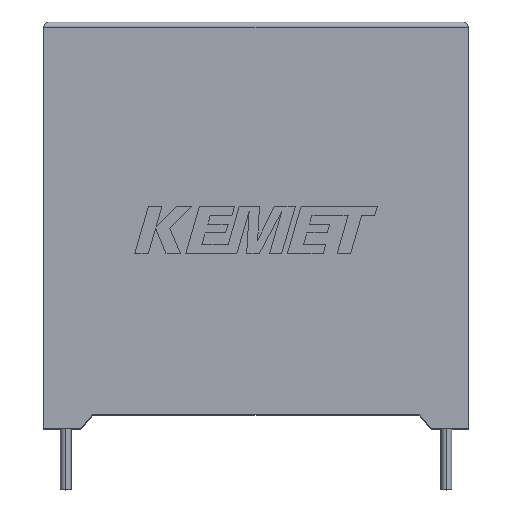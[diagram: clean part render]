
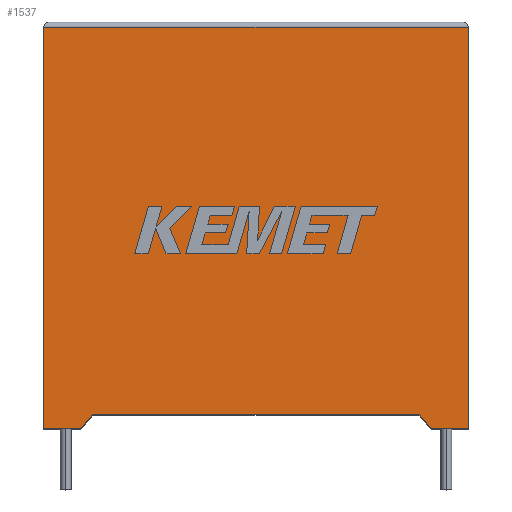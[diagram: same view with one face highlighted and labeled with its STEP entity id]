
A CAD part, top view. The second image highlights one B-rep face of the part: STEP entity #1537.
In plain terms, the highlighted planar face has unit normal (0, 0, 1).
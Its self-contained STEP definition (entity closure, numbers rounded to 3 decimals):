
#19 = ORIENTED_EDGE ( 'NONE', *, *, #829, .F. ) ;
#38 = LINE ( 'NONE', #1663, #1509 ) ;
#93 = LINE ( 'NONE', #2225, #2188 ) ;
#107 = DIRECTION ( 'NONE',  ( -1., 0., 0. ) ) ;
#125 = VECTOR ( 'NONE', #2753, 1000. ) ;
#162 = AXIS2_PLACEMENT_3D ( 'NONE', #1104, #2962, #1357 ) ;
#201 = PLANE ( 'NONE',  #162 ) ;
#298 = DIRECTION ( 'NONE',  ( -1., 0., 0. ) ) ;
#426 = EDGE_CURVE ( 'NONE', #2169, #1626, #1231, .T. ) ;
#447 = LINE ( 'NONE', #718, #572 ) ;
#455 = CARTESIAN_POINT ( 'NONE',  ( 0., 0., 20.3 ) ) ;
#492 = CARTESIAN_POINT ( 'NONE',  ( 0., 39.6, 20.3 ) ) ;
#549 = DIRECTION ( 'NONE',  ( 0., 1., 0. ) ) ;
#572 = VECTOR ( 'NONE', #3032, 1000. ) ;
#579 = ORIENTED_EDGE ( 'NONE', *, *, #426, .T. ) ;
#708 = FACE_OUTER_BOUND ( 'NONE', #2733, .T. ) ;
#718 = CARTESIAN_POINT ( 'NONE',  ( 3.65, 0., 20.3 ) ) ;
#724 = ORIENTED_EDGE ( 'NONE', *, *, #2392, .T. ) ;
#730 = VECTOR ( 'NONE', #755, 1000. ) ;
#755 = DIRECTION ( 'NONE',  ( 1., 0., 0. ) ) ;
#761 = VERTEX_POINT ( 'NONE', #2305 ) ;
#829 = EDGE_CURVE ( 'NONE', #2169, #2942, #93, .T. ) ;
#884 = VERTEX_POINT ( 'NONE', #2389 ) ;
#945 = EDGE_CURVE ( 'NONE', #1976, #884, #3018, .T. ) ;
#1104 = CARTESIAN_POINT ( 'NONE',  ( 0., 0., 20.3 ) ) ;
#1172 = DIRECTION ( 'NONE',  ( 1., 0., 0. ) ) ;
#1231 = LINE ( 'NONE', #2204, #1350 ) ;
#1235 = CARTESIAN_POINT ( 'NONE',  ( 38.15, 0., 20.3 ) ) ;
#1283 = ORIENTED_EDGE ( 'NONE', *, *, #2848, .T. ) ;
#1350 = VECTOR ( 'NONE', #2176, 1000. ) ;
#1357 = DIRECTION ( 'NONE',  ( -1., 0., 0. ) ) ;
#1480 = LINE ( 'NONE', #2200, #2973 ) ;
#1509 = VECTOR ( 'NONE', #298, 1000. ) ;
#1537 = ADVANCED_FACE ( 'NONE', ( #708 ), #201, .F. ) ;
#1581 = CARTESIAN_POINT ( 'NONE',  ( 4.811, 1.383, 20.3 ) ) ;
#1626 = VERTEX_POINT ( 'NONE', #1235 ) ;
#1656 = CARTESIAN_POINT ( 'NONE',  ( 0., 0., 20.3 ) ) ;
#1663 = CARTESIAN_POINT ( 'NONE',  ( 0., 39.6, 20.3 ) ) ;
#1790 = ORIENTED_EDGE ( 'NONE', *, *, #945, .T. ) ;
#1828 = CARTESIAN_POINT ( 'NONE',  ( 0., 0., 20.3 ) ) ;
#1870 = LINE ( 'NONE', #2551, #125 ) ;
#1896 = ORIENTED_EDGE ( 'NONE', *, *, #2484, .T. ) ;
#1902 = LINE ( 'NONE', #1656, #730 ) ;
#1976 = VERTEX_POINT ( 'NONE', #1828 ) ;
#2095 = EDGE_CURVE ( 'NONE', #761, #2436, #38, .T. ) ;
#2169 = VERTEX_POINT ( 'NONE', #3051 ) ;
#2176 = DIRECTION ( 'NONE',  ( 0.643, -0.766, 0. ) ) ;
#2188 = VECTOR ( 'NONE', #107, 1000. ) ;
#2200 = CARTESIAN_POINT ( 'NONE',  ( 41.8, 0., 20.3 ) ) ;
#2204 = CARTESIAN_POINT ( 'NONE',  ( 38.15, 0., 20.3 ) ) ;
#2225 = CARTESIAN_POINT ( 'NONE',  ( 20.9, 1.383, 20.3 ) ) ;
#2305 = CARTESIAN_POINT ( 'NONE',  ( 41.8, 39.6, 20.3 ) ) ;
#2369 = EDGE_CURVE ( 'NONE', #2942, #884, #447, .T. ) ;
#2373 = VECTOR ( 'NONE', #1172, 1000. ) ;
#2389 = CARTESIAN_POINT ( 'NONE',  ( 3.65, 0., 20.3 ) ) ;
#2392 = EDGE_CURVE ( 'NONE', #1626, #2825, #1902, .T. ) ;
#2436 = VERTEX_POINT ( 'NONE', #492 ) ;
#2484 = EDGE_CURVE ( 'NONE', #2825, #761, #1480, .T. ) ;
#2512 = CARTESIAN_POINT ( 'NONE',  ( 41.8, 0., 20.3 ) ) ;
#2551 = CARTESIAN_POINT ( 'NONE',  ( 0., 0., 20.3 ) ) ;
#2707 = ORIENTED_EDGE ( 'NONE', *, *, #2095, .T. ) ;
#2733 = EDGE_LOOP ( 'NONE', ( #1896, #2707, #1283, #1790, #3007, #19, #579, #724 ) ) ;
#2753 = DIRECTION ( 'NONE',  ( 0., -1., 0. ) ) ;
#2825 = VERTEX_POINT ( 'NONE', #2512 ) ;
#2848 = EDGE_CURVE ( 'NONE', #2436, #1976, #1870, .T. ) ;
#2942 = VERTEX_POINT ( 'NONE', #1581 ) ;
#2962 = DIRECTION ( 'NONE',  ( 0., 0., -1. ) ) ;
#2973 = VECTOR ( 'NONE', #549, 1000. ) ;
#3007 = ORIENTED_EDGE ( 'NONE', *, *, #2369, .F. ) ;
#3018 = LINE ( 'NONE', #455, #2373 ) ;
#3032 = DIRECTION ( 'NONE',  ( -0.643, -0.766, 0. ) ) ;
#3051 = CARTESIAN_POINT ( 'NONE',  ( 36.989, 1.383, 20.3 ) ) ;
